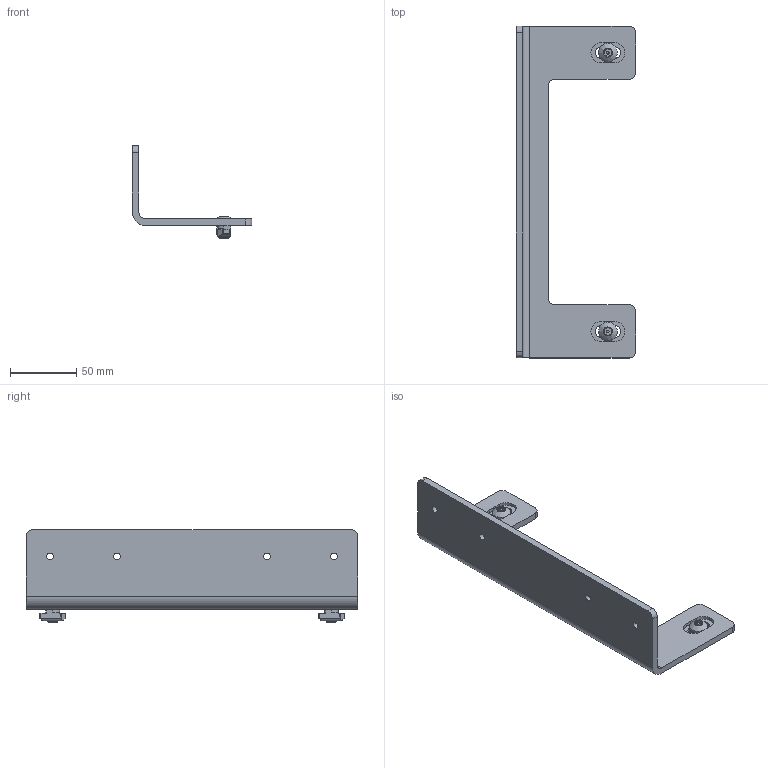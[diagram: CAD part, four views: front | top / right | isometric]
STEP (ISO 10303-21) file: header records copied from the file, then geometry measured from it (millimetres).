
FILE_DESCRIPTION (( 'STEP AP214' ), '1' );
FILE_NAME ('RL-Z-MS1_REV1.STEP', '2023-08-16T10:49:36', ( '' ), ( '' ), 'SwSTEP 2.0', 'SolidWorks 2021', '' );
FILE_SCHEMA (( 'AUTOMOTIVE_DESIGN' ));
Length unit declared in the file: inch
Products named in the file (1): RL-Z-MS1_REV1
Bounding box: 90 x 250 x 69.5 mm (x, y, z)
Volume: 122545.4 mm3; surface area: 56281.7 mm2
Topology: 5 solids, 5 shells, 280 faces, 760 edges, 494 vertices
Faces by surface type: cylinder 148, plane 116, sphere 10, cone 4, bspline 2
Full cylindrical faces by diameter (mm): 2 x2, 5 x6, 8 x2, 14 x2
Entity records: 8948 total; most frequent: CARTESIAN_POINT 1705, DIRECTION 1542, ORIENTED_EDGE 1468, EDGE_CURVE 734, AXIS2_PLACEMENT_3D 561, VERTEX_POINT 488, LINE 420, VECTOR 420
